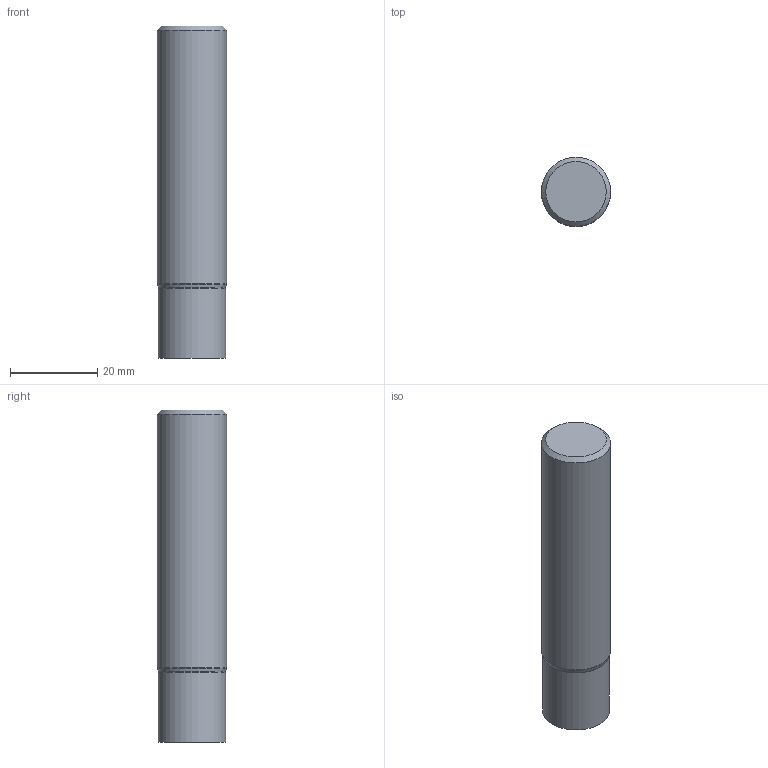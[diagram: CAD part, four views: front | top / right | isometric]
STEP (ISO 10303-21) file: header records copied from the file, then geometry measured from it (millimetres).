
FILE_DESCRIPTION(/* description */ (''),/* implementation_level */ '2;1');
FILE_NAME(/* name */ 'XE16.625E2-3.00-00.0S_Basic.stp',/* time_stamp */ '2022-07-29T16:46:19+05:00',/* author */ (''),/* organization */ (''),/* preprocessor_version */ 'ST-DEVELOPER v16.7',/* originating_system */ 'SIEMENS PLM Software NX 12.0',/* authorisation */ '');
FILE_SCHEMA (('AUTOMOTIVE_DESIGN { 1 0 10303 214 3 1 1 1 }'));
Length unit declared in the file: millimetre
Products named in the file (1): inco4FC439F6rx5r
Bounding box: 15.87 x 15.87 x 76.2 mm (x, y, z)
Volume: 13532 mm3; surface area: 4719.2 mm2
Topology: 1 solids, 1 shells, 32 faces, 80 edges, 53 vertices
Faces by surface type: bspline 10, cone 7, torus 7, plane 4, cylinder 4
Full cylindrical faces by diameter (mm): 7.05 x1, 11.486 x1, 15.4 x1, 15.87 x1
Entity records: 6015 total; most frequent: CARTESIAN_POINT 5360, ORIENTED_EDGE 122, DIRECTION 97, EDGE_CURVE 61, AXIS2_PLACEMENT_3D 47, EDGE_LOOP 46, VERTEX_POINT 46, B_SPLINE_CURVE_WITH_KNOTS 36
